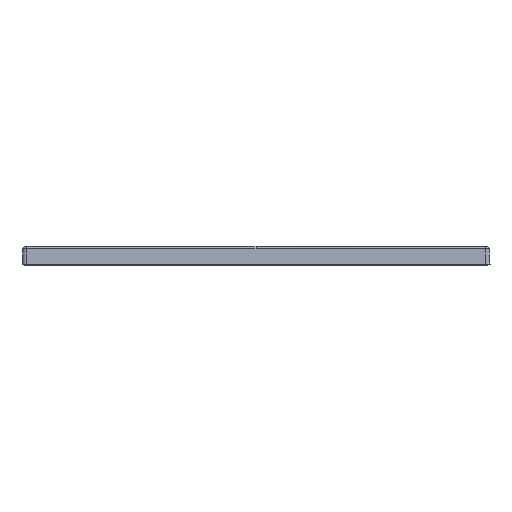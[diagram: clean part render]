
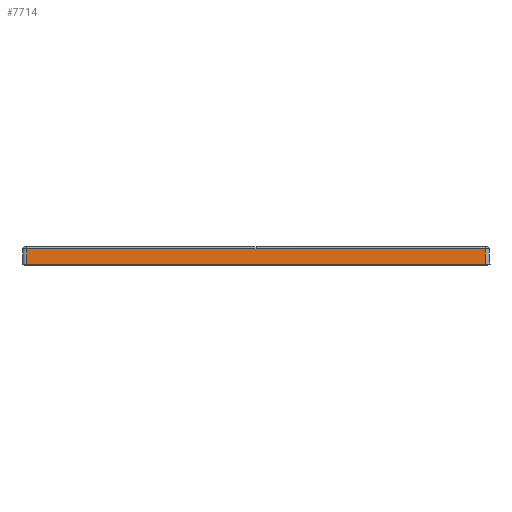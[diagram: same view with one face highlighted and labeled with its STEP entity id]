
A CAD part, front view. The second image highlights one B-rep face of the part: STEP entity #7714.
In plain terms, the highlighted planar face has unit normal (0, -0.999, 0.052).
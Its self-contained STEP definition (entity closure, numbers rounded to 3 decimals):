
#4815=B_SPLINE_CURVE_WITH_KNOTS('',3,(#95339,#95340,#95341,#95342,#95343,
#95344,#95345,#95346,#95347,#95348),.UNSPECIFIED.,.F.,.F.,(4,2,2,2,4),(0.,
0.125,0.25,0.5,1.),.UNSPECIFIED.);
#4816=B_SPLINE_CURVE_WITH_KNOTS('',3,(#95381,#95382,#95383,#95384,#95385,
#95386,#95387,#95388,#95389,#95390,#95391,#95392,#95393,#95394,#95395,#95396),
 .UNSPECIFIED.,.F.,.F.,(4,3,3,3,3,4),(0.,0.501,0.757,
0.885,0.949,1.),.UNSPECIFIED.);
#5146=LINE('',#95638,#5466);
#5147=LINE('',#95642,#5467);
#5148=LINE('',#95644,#5468);
#5466=VECTOR('',#37378,1.);
#5467=VECTOR('',#37383,1.);
#5468=VECTOR('',#37384,1.);
#7714=ADVANCED_FACE('',(#9841),#7908,.T.);
#7908=PLANE('',#32805);
#9841=FACE_OUTER_BOUND('',#11918,.T.);
#11918=EDGE_LOOP('',(#21379,#21380,#21381,#21382,#21383));
#21379=ORIENTED_EDGE('',*,*,#29152,.T.);
#21380=ORIENTED_EDGE('',*,*,#29154,.T.);
#21381=ORIENTED_EDGE('',*,*,#29178,.F.);
#21382=ORIENTED_EDGE('',*,*,#29179,.F.);
#21383=ORIENTED_EDGE('',*,*,#29176,.T.);
#24392=VERTEX_POINT('',#95312);
#24393=VERTEX_POINT('',#95338);
#24394=VERTEX_POINT('',#95380);
#24405=VERTEX_POINT('',#95639);
#24406=VERTEX_POINT('',#95643);
#29152=EDGE_CURVE('',#24392,#24393,#4815,.T.);
#29154=EDGE_CURVE('',#24393,#24394,#4816,.T.);
#29176=EDGE_CURVE('',#24405,#24392,#5146,.T.);
#29178=EDGE_CURVE('',#24406,#24394,#5147,.T.);
#29179=EDGE_CURVE('',#24405,#24406,#5148,.T.);
#32805=AXIS2_PLACEMENT_3D('',#95645,#37385,#37386);
#37378=DIRECTION('',(0.,0.052,0.999));
#37383=DIRECTION('',(0.,0.052,0.999));
#37384=DIRECTION('',(-1.,0.,0.));
#37385=DIRECTION('',(0.,-0.999,0.052));
#37386=DIRECTION('',(0.,-0.052,-0.999));
#95312=CARTESIAN_POINT('',(490.,-498.149,35.315));
#95338=CARTESIAN_POINT('',(0.,-498.156,35.18));
#95339=CARTESIAN_POINT('',(490.,-498.149,35.315));
#95340=CARTESIAN_POINT('',(469.584,-498.158,35.148));
#95341=CARTESIAN_POINT('',(449.167,-498.156,35.179));
#95342=CARTESIAN_POINT('',(408.334,-498.156,35.181));
#95343=CARTESIAN_POINT('',(387.917,-498.156,35.18));
#95344=CARTESIAN_POINT('',(326.667,-498.156,35.179));
#95345=CARTESIAN_POINT('',(285.834,-498.156,35.179));
#95346=CARTESIAN_POINT('',(163.333,-498.156,35.18));
#95347=CARTESIAN_POINT('',(81.667,-498.156,35.18));
#95348=CARTESIAN_POINT('',(0.,-498.156,35.18));
#95380=CARTESIAN_POINT('',(-490.,-498.149,35.315));
#95381=CARTESIAN_POINT('',(0.,-498.156,35.18));
#95382=CARTESIAN_POINT('',(-81.906,-498.156,35.18));
#95383=CARTESIAN_POINT('',(-163.813,-498.156,35.18));
#95384=CARTESIAN_POINT('',(-245.719,-498.156,35.18));
#95385=CARTESIAN_POINT('',(-287.489,-498.156,35.179));
#95386=CARTESIAN_POINT('',(-329.258,-498.156,35.179));
#95387=CARTESIAN_POINT('',(-371.028,-498.156,35.18));
#95388=CARTESIAN_POINT('',(-391.912,-498.156,35.18));
#95389=CARTESIAN_POINT('',(-412.797,-498.156,35.18));
#95390=CARTESIAN_POINT('',(-433.682,-498.156,35.179));
#95391=CARTESIAN_POINT('',(-444.124,-498.156,35.179));
#95392=CARTESIAN_POINT('',(-454.567,-498.157,35.166));
#95393=CARTESIAN_POINT('',(-465.009,-498.156,35.185));
#95394=CARTESIAN_POINT('',(-473.339,-498.155,35.2));
#95395=CARTESIAN_POINT('',(-481.67,-498.153,35.247));
#95396=CARTESIAN_POINT('',(-490.,-498.149,35.315));
#95638=CARTESIAN_POINT('',(490.,-500.,0.));
#95639=CARTESIAN_POINT('',(490.,-499.885,2.2));
#95642=CARTESIAN_POINT('',(-490.,-500.,0.));
#95643=CARTESIAN_POINT('',(-490.,-499.885,2.2));
#95644=CARTESIAN_POINT('',(-490.,-499.885,2.2));
#95645=CARTESIAN_POINT('',(0.,-500.,0.));
